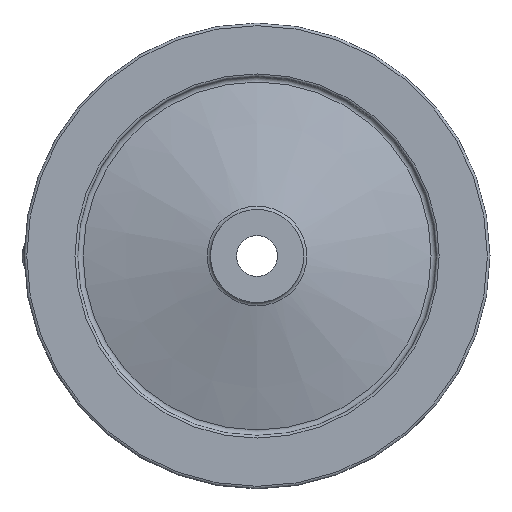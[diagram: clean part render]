
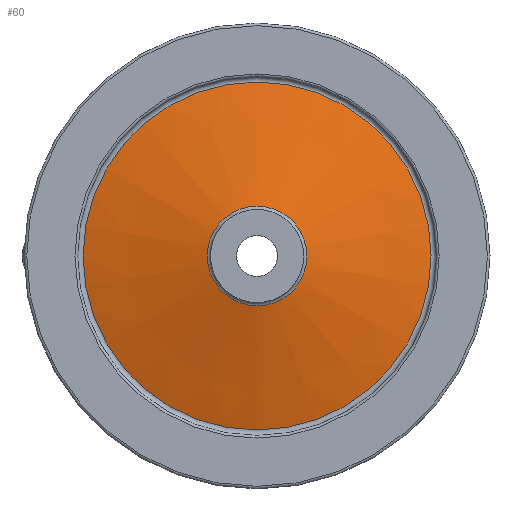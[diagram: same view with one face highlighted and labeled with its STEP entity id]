
A CAD part, left-side view. The second image highlights one B-rep face of the part: STEP entity #60.
In plain terms, the highlighted conical face has half-angle 74.91 degrees and reference radius 26.726 mm.
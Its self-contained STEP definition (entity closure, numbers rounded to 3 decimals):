
#60 = ADVANCED_FACE( '', ( #138, #139 ), #140, .T. );
#138 = FACE_OUTER_BOUND( '', #242, .T. );
#139 = FACE_BOUND( '', #243, .T. );
#140 = CONICAL_SURFACE( '', #244, 26.726, 1.307 );
#242 = EDGE_LOOP( '', ( #386 ) );
#243 = EDGE_LOOP( '', ( #387 ) );
#244 = AXIS2_PLACEMENT_3D( '', #388, #389, #390 );
#386 = ORIENTED_EDGE( '', *, *, #509, .F. );
#387 = ORIENTED_EDGE( '', *, *, #510, .T. );
#388 = CARTESIAN_POINT( '', ( 17.55, 0., 0. ) );
#389 = DIRECTION( '', ( 1., 0., 0. ) );
#390 = DIRECTION( '', ( 0., 0., -1. ) );
#509 = EDGE_CURVE( '', #570, #570, #571, .T. );
#510 = EDGE_CURVE( '', #572, #572, #573, .T. );
#570 = VERTEX_POINT( '', #642 );
#571 = CIRCLE( '', #643, 93.372 );
#572 = VERTEX_POINT( '', #644 );
#573 = CIRCLE( '', #645, 26.726 );
#642 = CARTESIAN_POINT( '', ( 35.52, 0., -93.372 ) );
#643 = AXIS2_PLACEMENT_3D( '', #719, #720, #721 );
#644 = CARTESIAN_POINT( '', ( 17.55, 0., -26.726 ) );
#645 = AXIS2_PLACEMENT_3D( '', #722, #723, #724 );
#719 = CARTESIAN_POINT( '', ( 35.52, 0., 0. ) );
#720 = DIRECTION( '', ( 1., 0., 0. ) );
#721 = DIRECTION( '', ( 0., 0., -1. ) );
#722 = CARTESIAN_POINT( '', ( 17.55, 0., 0. ) );
#723 = DIRECTION( '', ( 1., 0., 0. ) );
#724 = DIRECTION( '', ( 0., 0., -1. ) );
